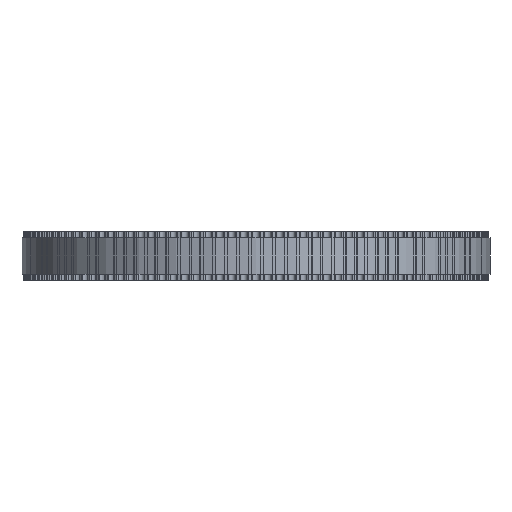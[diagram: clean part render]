
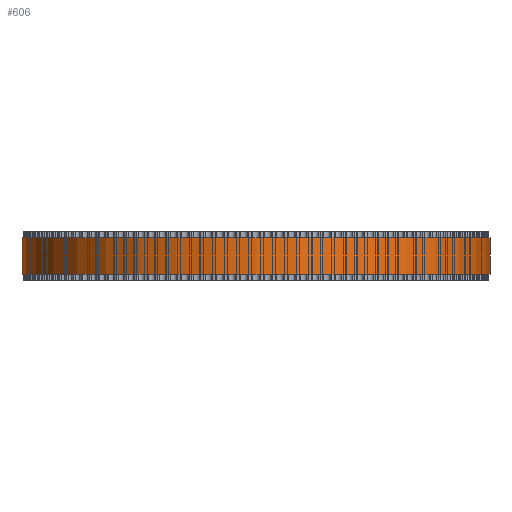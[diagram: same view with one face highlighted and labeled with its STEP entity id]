
A CAD part, front view. The second image highlights one B-rep face of the part: STEP entity #606.
In plain terms, the highlighted cylindrical face has radius 38.516 mm (diameter 77.031 mm), a full revolution.
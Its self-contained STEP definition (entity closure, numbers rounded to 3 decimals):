
#97=FACE_BOUND('',#2064,.T.);
#98=FACE_BOUND('',#2065,.T.);
#606=ADVANCED_FACE('',(#97,#98),#1091,.T.);
#1091=CYLINDRICAL_SURFACE('',#10791,38.515);
#2064=EDGE_LOOP('',(#5938));
#2065=EDGE_LOOP('',(#5939));
#5938=ORIENTED_EDGE('',*,*,#8362,.T.);
#5939=ORIENTED_EDGE('',*,*,#8363,.T.);
#6908=VERTEX_POINT('',#17100);
#6909=VERTEX_POINT('',#17102);
#8362=EDGE_CURVE('',#6908,#6908,#9332,.T.);
#8363=EDGE_CURVE('',#6909,#6909,#9333,.T.);
#9332=CIRCLE('',#10789,38.515);
#9333=CIRCLE('',#10790,38.515);
#10789=AXIS2_PLACEMENT_3D('',#17099,#14186,#14187);
#10790=AXIS2_PLACEMENT_3D('',#17101,#14188,#14189);
#10791=AXIS2_PLACEMENT_3D('',#17103,#14190,#14191);
#14186=DIRECTION('',(0.,0.,1.));
#14187=DIRECTION('',(1.,0.,0.));
#14188=DIRECTION('',(0.,0.,-1.));
#14189=DIRECTION('',(1.,0.,0.));
#14190=DIRECTION('',(0.,0.,1.));
#14191=DIRECTION('',(1.,0.,0.));
#17099=CARTESIAN_POINT('',(0.,0.,1.));
#17100=CARTESIAN_POINT('',(38.515,0.,1.));
#17101=CARTESIAN_POINT('',(0.,0.,7.));
#17102=CARTESIAN_POINT('',(38.515,0.,7.));
#17103=CARTESIAN_POINT('',(0.,0.,1.));
